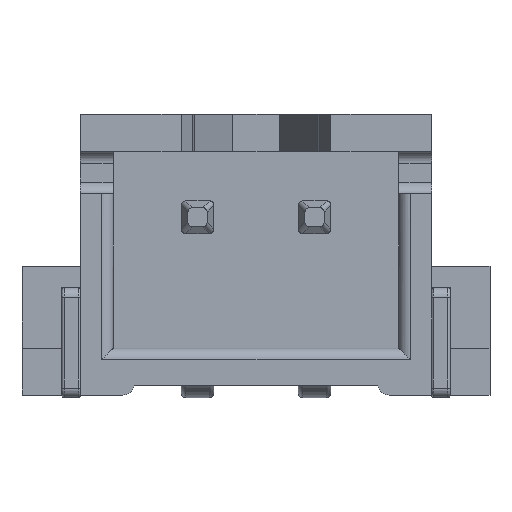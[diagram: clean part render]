
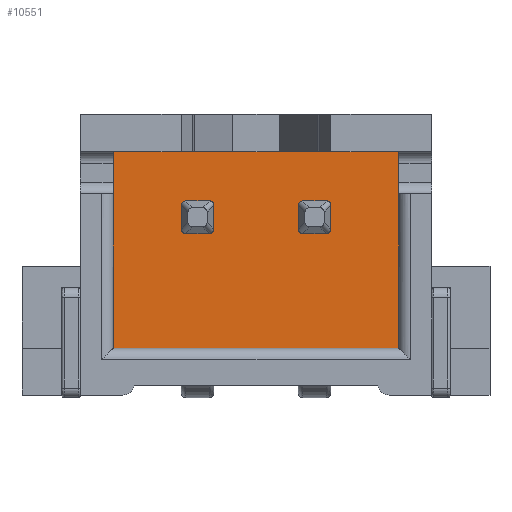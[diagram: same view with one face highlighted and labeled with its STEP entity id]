
A CAD part, front view. The second image highlights one B-rep face of the part: STEP entity #10551.
In plain terms, the highlighted planar face has unit normal (0, -1, 0).
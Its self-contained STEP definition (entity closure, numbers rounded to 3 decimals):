
#111 = CARTESIAN_POINT ( 'NONE',  ( 0., 1., 0. ) ) ;
#141 = ORIENTED_EDGE ( 'NONE', *, *, #12594, .T. ) ;
#267 = ORIENTED_EDGE ( 'NONE', *, *, #14364, .T. ) ;
#1276 = LINE ( 'NONE', #13919, #3165 ) ;
#1408 = ORIENTED_EDGE ( 'NONE', *, *, #6440, .T. ) ;
#1634 = VERTEX_POINT ( 'NONE', #3036 ) ;
#1789 = DIRECTION ( 'NONE',  ( 1., 0., 0. ) ) ;
#2122 = VERTEX_POINT ( 'NONE', #2573 ) ;
#2463 = PLANE ( 'NONE',  #11331 ) ;
#2573 = CARTESIAN_POINT ( 'NONE',  ( -3.05, 1., 5.25 ) ) ;
#2889 = DIRECTION ( 'NONE',  ( -1., 0., 0. ) ) ;
#2994 = CARTESIAN_POINT ( 'NONE',  ( 3.05, 1., 1.05 ) ) ;
#3036 = CARTESIAN_POINT ( 'NONE',  ( 3.05, 1., 5.25 ) ) ;
#3165 = VECTOR ( 'NONE', #2889, 1000. ) ;
#3210 = DIRECTION ( 'NONE',  ( 0., 0., -1. ) ) ;
#3494 = VERTEX_POINT ( 'NONE', #13238 ) ;
#3717 = FACE_OUTER_BOUND ( 'NONE', #4220, .T. ) ;
#4121 = LINE ( 'NONE', #9887, #13506 ) ;
#4220 = EDGE_LOOP ( 'NONE', ( #141, #1408, #10054, #267 ) ) ;
#6440 = EDGE_CURVE ( 'NONE', #3494, #7833, #7504, .T. ) ;
#6592 = LINE ( 'NONE', #13391, #10236 ) ;
#7504 = LINE ( 'NONE', #10724, #9055 ) ;
#7833 = VERTEX_POINT ( 'NONE', #2994 ) ;
#9055 = VECTOR ( 'NONE', #1789, 1000. ) ;
#9073 = DIRECTION ( 'NONE',  ( 0., -1., 0. ) ) ;
#9887 = CARTESIAN_POINT ( 'NONE',  ( -3.05, 1., 5.25 ) ) ;
#10054 = ORIENTED_EDGE ( 'NONE', *, *, #11752, .T. ) ;
#10178 = DIRECTION ( 'NONE',  ( 0., 0., -1. ) ) ;
#10236 = VECTOR ( 'NONE', #13284, 1000. ) ;
#10551 = ADVANCED_FACE ( 'NONE', ( #3717 ), #2463, .T. ) ;
#10724 = CARTESIAN_POINT ( 'NONE',  ( 0., 1., 1.05 ) ) ;
#11331 = AXIS2_PLACEMENT_3D ( 'NONE', #111, #9073, #10178 ) ;
#11752 = EDGE_CURVE ( 'NONE', #7833, #1634, #6592, .T. ) ;
#12594 = EDGE_CURVE ( 'NONE', #2122, #3494, #4121, .T. ) ;
#13238 = CARTESIAN_POINT ( 'NONE',  ( -3.05, 1., 1.05 ) ) ;
#13284 = DIRECTION ( 'NONE',  ( 0., 0., 1. ) ) ;
#13391 = CARTESIAN_POINT ( 'NONE',  ( 3.05, 1., 5.25 ) ) ;
#13506 = VECTOR ( 'NONE', #3210, 1000. ) ;
#13919 = CARTESIAN_POINT ( 'NONE',  ( -3.05, 1., 5.25 ) ) ;
#14364 = EDGE_CURVE ( 'NONE', #1634, #2122, #1276, .T. ) ;
